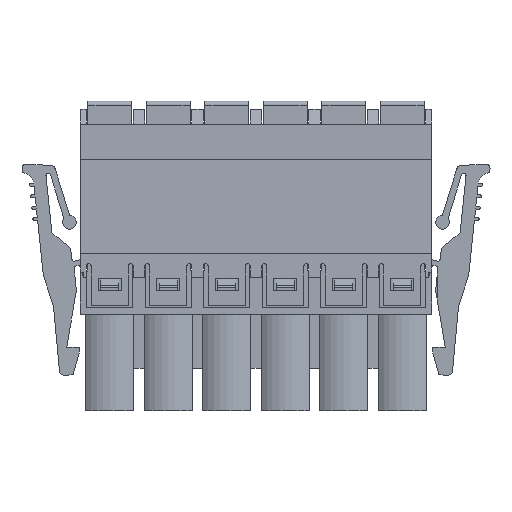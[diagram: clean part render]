
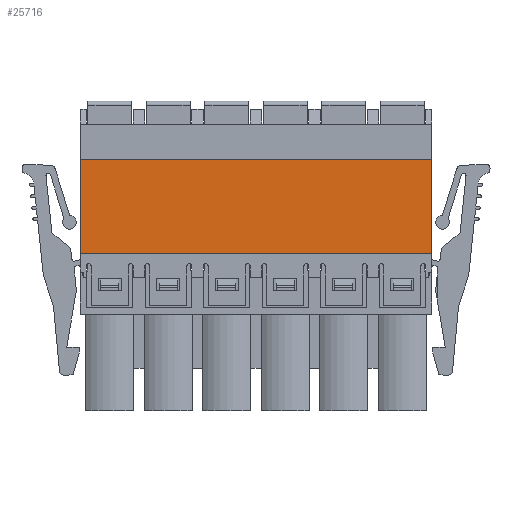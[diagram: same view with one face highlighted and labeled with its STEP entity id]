
A CAD part, front view. The second image highlights one B-rep face of the part: STEP entity #25716.
In plain terms, the highlighted planar face has unit normal (0, -1, 0).
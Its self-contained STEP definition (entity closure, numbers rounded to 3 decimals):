
#2277=ORIENTED_EDGE('',*,*,#9459,.T.);
#2278=ORIENTED_EDGE('',*,*,#9460,.F.);
#2279=ORIENTED_EDGE('',*,*,#8730,.F.);
#2280=ORIENTED_EDGE('',*,*,#9458,.T.);
#8730=EDGE_CURVE('',#12466,#12467,#14991,.T.);
#9458=EDGE_CURVE('',#12466,#12991,#15669,.T.);
#9459=EDGE_CURVE('',#12991,#12992,#15670,.T.);
#9460=EDGE_CURVE('',#12467,#12992,#15671,.T.);
#12466=VERTEX_POINT('',#36482);
#12467=VERTEX_POINT('',#36484);
#12991=VERTEX_POINT('',#37906);
#12992=VERTEX_POINT('',#37910);
#14991=LINE('',#36483,#18396);
#15669=LINE('',#37907,#19074);
#15670=LINE('',#37909,#19075);
#15671=LINE('',#37911,#19076);
#18396=VECTOR('',#29260,1000.);
#19074=VECTOR('',#30380,1000.);
#19075=VECTOR('',#30383,1000.);
#19076=VECTOR('',#30384,1000.);
#21641=EDGE_LOOP('',(#2277,#2278,#2279,#2280));
#23102=FACE_BOUND('',#21641,.T.);
#24514=PLANE('',#27213);
#25716=ADVANCED_FACE('',(#23102),#24514,.F.);
#27213=AXIS2_PLACEMENT_3D('',#37908,#30381,#30382);
#29260=DIRECTION('',(0.,0.,-1.));
#30380=DIRECTION('',(-1.,0.,0.));
#30381=DIRECTION('',(0.,1.,0.));
#30382=DIRECTION('',(0.,0.,1.));
#30383=DIRECTION('',(0.,0.,-1.));
#30384=DIRECTION('',(-1.,0.,0.));
#36482=CARTESIAN_POINT('',(15.24,-5.27,4.1));
#36483=CARTESIAN_POINT('',(15.24,-5.27,4.1));
#36484=CARTESIAN_POINT('',(15.24,-5.27,-4.1));
#37906=CARTESIAN_POINT('',(-15.24,-5.27,4.1));
#37907=CARTESIAN_POINT('',(15.24,-5.27,4.1));
#37908=CARTESIAN_POINT('',(15.24,-5.27,4.1));
#37909=CARTESIAN_POINT('',(-15.24,-5.27,4.1));
#37910=CARTESIAN_POINT('',(-15.24,-5.27,-4.1));
#37911=CARTESIAN_POINT('',(15.24,-5.27,-4.1));
